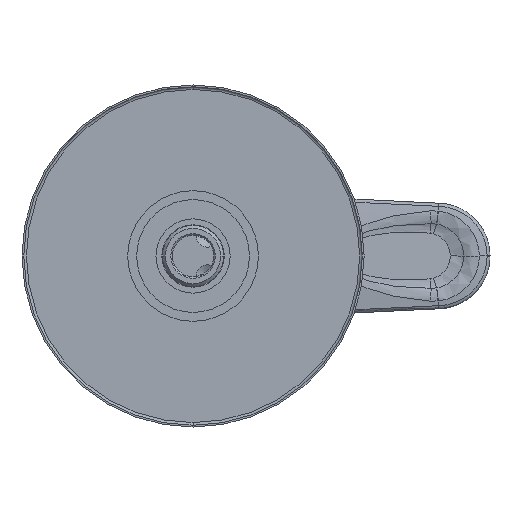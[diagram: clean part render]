
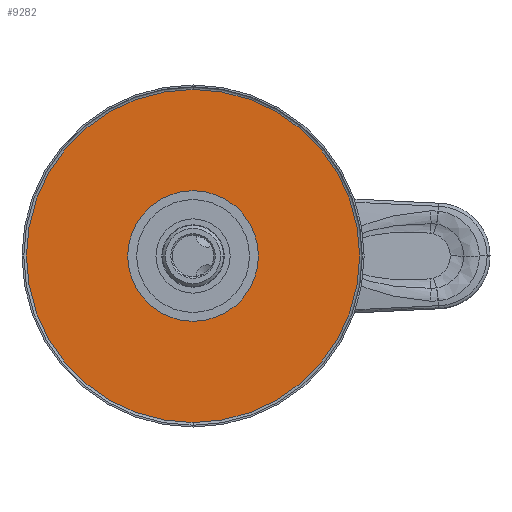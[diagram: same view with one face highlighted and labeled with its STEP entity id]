
A CAD part, front view. The second image highlights one B-rep face of the part: STEP entity #9282.
In plain terms, the highlighted face is planar.
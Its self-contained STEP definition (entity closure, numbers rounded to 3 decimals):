
#9109=CARTESIAN_POINT('',(0.,0.,-6.4));
#9110=DIRECTION('',(0.,0.,-1.));
#9111=DIRECTION('',(0.,-1.,0.));
#9112=AXIS2_PLACEMENT_3D('',#9109,#9110,#9111);
#9114=CARTESIAN_POINT('',(0.,0.,-6.4));
#9115=DIRECTION('',(0.,0.,1.));
#9116=DIRECTION('',(0.,-1.,0.));
#9117=AXIS2_PLACEMENT_3D('',#9114,#9115,#9116);
#9119=CARTESIAN_POINT('',(0.,0.,-6.4));
#9120=DIRECTION('',(0.,0.,1.));
#9121=DIRECTION('',(0.,1.,0.));
#9122=AXIS2_PLACEMENT_3D('',#9119,#9120,#9121);
#9124=CARTESIAN_POINT('',(0.,0.,-6.4));
#9125=DIRECTION('',(0.,0.,1.));
#9126=DIRECTION('',(0.,-1.,0.));
#9127=AXIS2_PLACEMENT_3D('',#9124,#9125,#9126);
#9234=CARTESIAN_POINT('',(0.,-10.5,-6.4));
#9236=VERTEX_POINT('',#9234);
#9238=CARTESIAN_POINT('',(0.,10.5,-6.4));
#9240=VERTEX_POINT('',#9238);
#9261=CARTESIAN_POINT('',(0.,56.1,-6.4));
#9262=CARTESIAN_POINT('',(0.,-56.1,-6.4));
#9263=VERTEX_POINT('',#9261);
#9264=VERTEX_POINT('',#9262);
#9265=CARTESIAN_POINT('',(0.,0.,-6.4));
#9266=DIRECTION('',(0.,0.,-1.));
#9267=DIRECTION('',(0.,-1.,0.));
#9268=AXIS2_PLACEMENT_3D('',#9265,#9266,#9267);
#9269=PLANE('',#9268);
#9271=ORIENTED_EDGE('',*,*,#9270,.F.);
#9273=ORIENTED_EDGE('',*,*,#9272,.F.);
#9274=EDGE_LOOP('',(#9271,#9273));
#9275=FACE_OUTER_BOUND('',#9274,.F.);
#9277=ORIENTED_EDGE('',*,*,#9276,.F.);
#9279=ORIENTED_EDGE('',*,*,#9278,.T.);
#9280=EDGE_LOOP('',(#9277,#9279));
#9281=FACE_BOUND('',#9280,.F.);
#9282=ADVANCED_FACE('',(#9275,#9281),#9269,.F.);
#9113=CIRCLE('',#9112,10.5);
#9118=CIRCLE('',#9117,10.5);
#9123=CIRCLE('',#9122,56.1);
#9128=CIRCLE('',#9127,56.1);
#9270=EDGE_CURVE('',#9263,#9264,#9123,.T.);
#9272=EDGE_CURVE('',#9264,#9263,#9128,.T.);
#9276=EDGE_CURVE('',#9236,#9240,#9113,.T.);
#9278=EDGE_CURVE('',#9236,#9240,#9118,.T.);
